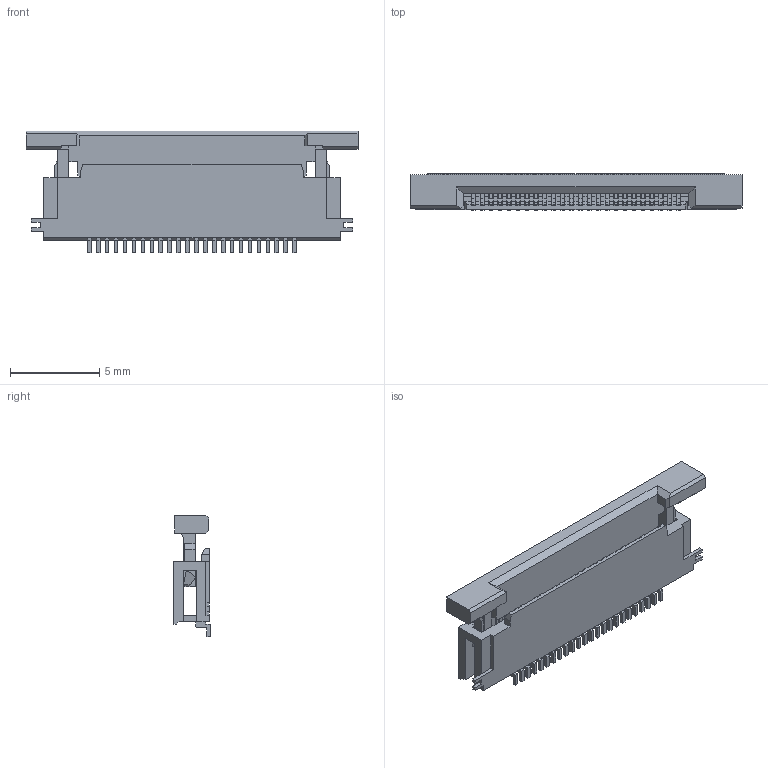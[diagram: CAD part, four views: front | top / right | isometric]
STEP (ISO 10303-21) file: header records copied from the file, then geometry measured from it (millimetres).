
FILE_DESCRIPTION((''),'2;1');
FILE_NAME('524372433','2013-08-20T',('me'),(''),'PRO/ENGINEER BY PARAMETRIC TECHNOLOGY CORPORATION, 2011490','PRO/ENGINEER BY PARAMETRIC TECHNOLOGY CORPORATION, 2011490','');
FILE_SCHEMA(('CONFIG_CONTROL_DESIGN'));
Length unit declared in the file: millimetre
Products named in the file (1): 524372433
Bounding box: 18.6 x 2.04 x 6.8 mm (x, y, z)
Volume: 106.2 mm3; surface area: 731 mm2
Topology: 2 solids, 2 shells, 908 faces, 2840 edges, 1838 vertices
Faces by surface type: plane 832, cylinder 76
Entity records: 31026 total; most frequent: ORIENTED_EDGE 5680, CARTESIAN_POINT 5594, DIRECTION 4804, EDGE_CURVE 2840, VECTOR 2688, LINE 2688, VERTEX_POINT 1838, AXIS2_PLACEMENT_3D 1058
